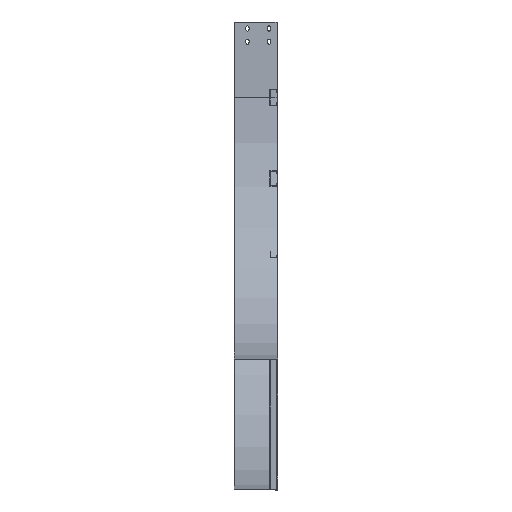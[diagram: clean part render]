
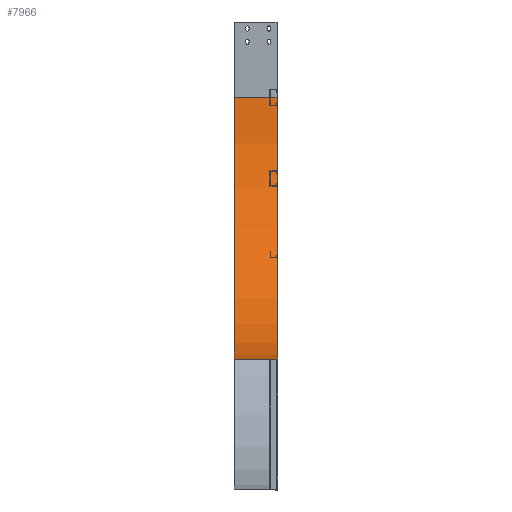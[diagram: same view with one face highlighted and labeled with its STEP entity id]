
A CAD part, left-side view. The second image highlights one B-rep face of the part: STEP entity #7966.
In plain terms, the highlighted cylindrical face has radius 600 mm (diameter 1200 mm), a partial arc.
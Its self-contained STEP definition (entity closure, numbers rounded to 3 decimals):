
#202 = EDGE_CURVE ( 'NONE', #7690, #7691, #4320, .T. ) ;
#203 = EDGE_CURVE ( 'NONE', #7690, #7694, #4317, .T. ) ;
#204 = EDGE_CURVE ( 'NONE', #7694, #7695, #4321, .T. ) ;
#205 = EDGE_CURVE ( 'NONE', #7691, #7695, #4324, .T. ) ;
#441 = EDGE_LOOP ( 'NONE', ( #3736, #3737, #3738, #3739 ) ) ;
#2604 = AXIS2_PLACEMENT_3D ( 'NONE', #5898, #5899, #5900 ) ;
#2605 = AXIS2_PLACEMENT_3D ( 'NONE', #5902, #5903, #5904 ) ;
#3109 = CARTESIAN_POINT ( 'NONE',  ( 0., 57.07, -173. ) ) ;
#3110 = CARTESIAN_POINT ( 'NONE',  ( 0., -41.13, -173. ) ) ;
#3113 = CARTESIAN_POINT ( 'NONE',  ( -600., 57.07, -773. ) ) ;
#3114 = CARTESIAN_POINT ( 'NONE',  ( -600., -41.13, -773. ) ) ;
#3367 = DIRECTION ( 'NONE',  ( 0., 0., 1. ) ) ;
#3374 = DIRECTION ( 'NONE',  ( 0., 1., 0. ) ) ;
#3375 = CARTESIAN_POINT ( 'NONE',  ( -600., 0., -173. ) ) ;
#3736 = ORIENTED_EDGE ( 'NONE', *, *, #202, .F. ) ;
#3737 = ORIENTED_EDGE ( 'NONE', *, *, #203, .T. ) ;
#3738 = ORIENTED_EDGE ( 'NONE', *, *, #204, .T. ) ;
#3739 = ORIENTED_EDGE ( 'NONE', *, *, #205, .F. ) ;
#4317 = CIRCLE ( 'NONE', #2604, 600. ) ;
#4320 = LINE ( 'NONE', #5887, #4322 ) ;
#4321 = LINE ( 'NONE', #5897, #4325 ) ;
#4322 = VECTOR ( 'NONE', #5888, 1000. ) ;
#4324 = CIRCLE ( 'NONE', #2605, 600. ) ;
#4325 = VECTOR ( 'NONE', #5895, 1000. ) ;
#4820 = FACE_OUTER_BOUND ( 'NONE', #441, .T. ) ;
#4824 = CYLINDRICAL_SURFACE ( 'NONE', #6058, 600. ) ;
#5887 = CARTESIAN_POINT ( 'NONE',  ( 0., -41.13, -173. ) ) ;
#5888 = DIRECTION ( 'NONE',  ( 0., -1., 0. ) ) ;
#5895 = DIRECTION ( 'NONE',  ( 0., -1., 0. ) ) ;
#5897 = CARTESIAN_POINT ( 'NONE',  ( -600., -41.13, -773. ) ) ;
#5898 = CARTESIAN_POINT ( 'NONE',  ( -600., 57.07, -173. ) ) ;
#5899 = DIRECTION ( 'NONE',  ( 0., 1., 0. ) ) ;
#5900 = DIRECTION ( 'NONE',  ( 0., 0., 1. ) ) ;
#5902 = CARTESIAN_POINT ( 'NONE',  ( -600., -41.13, -173. ) ) ;
#5903 = DIRECTION ( 'NONE',  ( 0., 1., 0. ) ) ;
#5904 = DIRECTION ( 'NONE',  ( 0., 0., 1. ) ) ;
#6058 = AXIS2_PLACEMENT_3D ( 'NONE', #3375, #3374, #3367 ) ;
#7690 = VERTEX_POINT ( 'NONE', #3109 ) ;
#7691 = VERTEX_POINT ( 'NONE', #3110 ) ;
#7694 = VERTEX_POINT ( 'NONE', #3113 ) ;
#7695 = VERTEX_POINT ( 'NONE', #3114 ) ;
#7966 = ADVANCED_FACE ( 'NONE', ( #4820 ), #4824, .F. ) ;
